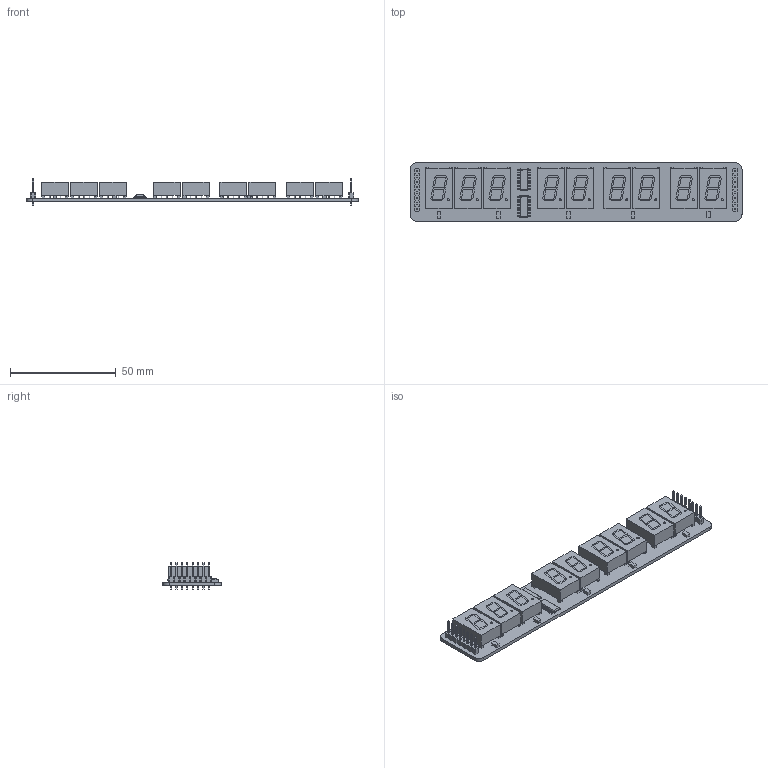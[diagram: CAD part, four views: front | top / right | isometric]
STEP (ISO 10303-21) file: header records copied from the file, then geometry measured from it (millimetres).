
FILE_DESCRIPTION(('Open CASCADE Model'),'2;1');
FILE_NAME('Open CASCADE Shape Model','2017-03-09T10:39:17',('Author'),( 'Open CASCADE'),'Open CASCADE STEP processor 6.5','Open CASCADE 6.5' ,'Unknown');
FILE_SCHEMA(('AUTOMOTIVE_DESIGN { 1 0 10303 214 1 1 1 1 }'));
Length unit declared in the file: millimetre
Products named in the file (36): PCB; Board; U2; User_Library-so16; U1; Q1; 1499114400; Extruded; Q2; Q3; Q4; Q5; J1; 825433-8; J2; D1; 1499114528; 1488810232; Cylinder; 1499114144; 1499114016; 1499114272; 1488810472; D2; D3; D4; D5; D6; D7; D8; D9
Assembly tree (242 placements, depth 4):
  PCB
    Board
    U2
      User_Library-so16
    U1
      User_Library-so16
    Q1
      1499114400
        Extruded
    Q2
      1499114400
        Extruded
    Q3
      1499114400
        Extruded
    Q4
      1499114400
        Extruded
    Q5
      1499114400
        Extruded
    J1
      825433-8
    J2
      825433-8
    D1
      1499114528
        Extruded
      1488810232  x10
        Cylinder
      1499114144  x4
        Extruded
      1499114016  x3
        Extruded
      1499114272  x4
        Extruded
      1488810472
        Cylinder
    D2
      1499114528
        Extruded
      1488810232  x10
        Cylinder
      1499114144  x4
        Extruded
      1499114016  x3
        Extruded
      1499114272  x4
        Extruded
      1488810472
        Cylinder
    D3
      1499114528
        Extruded
      1488810232  x10
        Cylinder
      1499114144  x4
        Extruded
      1499114016  x3
        Extruded
Bounding box: 156.97 x 27.56 x 12.45 mm (x, y, z)
Volume: 21533.8 mm3; surface area: 20286.7 mm2
Topology: 217 solids, 217 shells, 1977 faces, 4527 edges, 3002 vertices
Faces by surface type: plane 1618, cylinder 339, cone 20
Full cylindrical faces by diameter (mm): 0.508 x90, 0.762 x90, 1.016 x9, 1.1 x16
Entity records: 41665 total; most frequent: CARTESIAN_POINT 7863, DIRECTION 5839, LINE 3307, VECTOR 3307, ORIENTED_EDGE 2882, PCURVE 2882, DEFINITIONAL_REPRESENTATION 2882, EDGE_CURVE 1441
